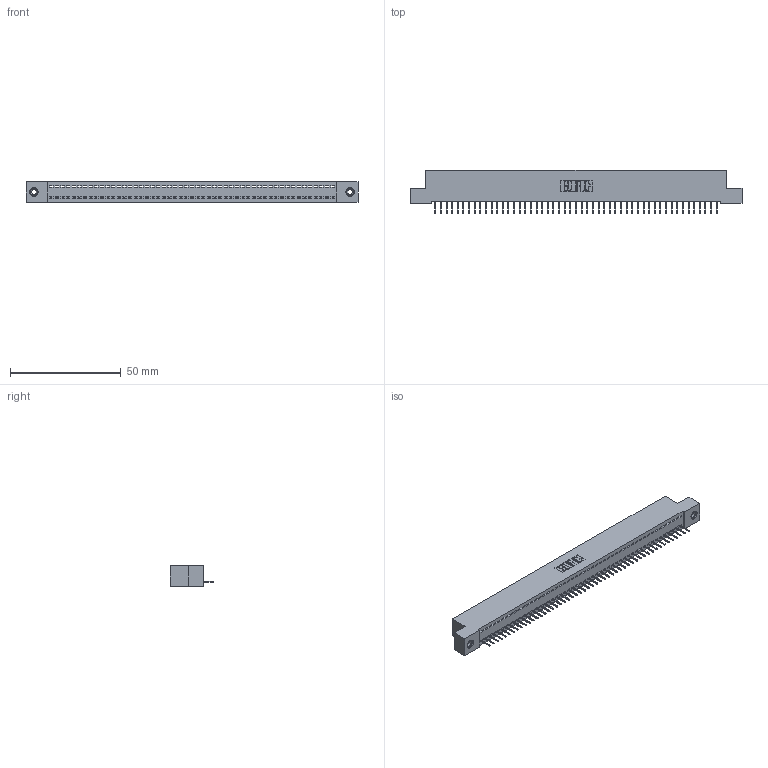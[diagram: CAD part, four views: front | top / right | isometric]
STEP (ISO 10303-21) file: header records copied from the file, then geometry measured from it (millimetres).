
FILE_DESCRIPTION (( 'STEP AP203' ), '1' );
FILE_NAME ('392-051-524-108.STEP', '2019-10-08T11:57:09', ( '' ), ( '' ), 'SwSTEP 2.0', 'SolidWorks 2016', '' );
FILE_SCHEMA (( 'CONFIG_CONTROL_DESIGN' ));
Length unit declared in the file: inch
Products named in the file (4): 342 Part_TI; 345-292-001_345-293-124; 345-250-001_345-250-003-102; 392-051-524-108
Assembly tree (54 placements, depth 2):
  392-051-524-108
    342 Part_TI
    345-292-001_345-293-124  x51
    345-250-001_345-250-003-102  x2
Bounding box: 149.86 x 19.69 x 9.4 mm (x, y, z)
Volume: 12965.7 mm3; surface area: 18599.7 mm2
Topology: 54 solids, 54 shells, 3332 faces, 9615 edges, 6198 vertices
Faces by surface type: plane 2546, cylinder 770, cone 12, torus 4
Entity records: 31142 total; most frequent: CARTESIAN_POINT 5350, ORIENTED_EDGE 5330, DIRECTION 4529, EDGE_CURVE 2665, VECTOR 2521, LINE 2521, VERTEX_POINT 1768, AXIS2_PLACEMENT_3D 1004
